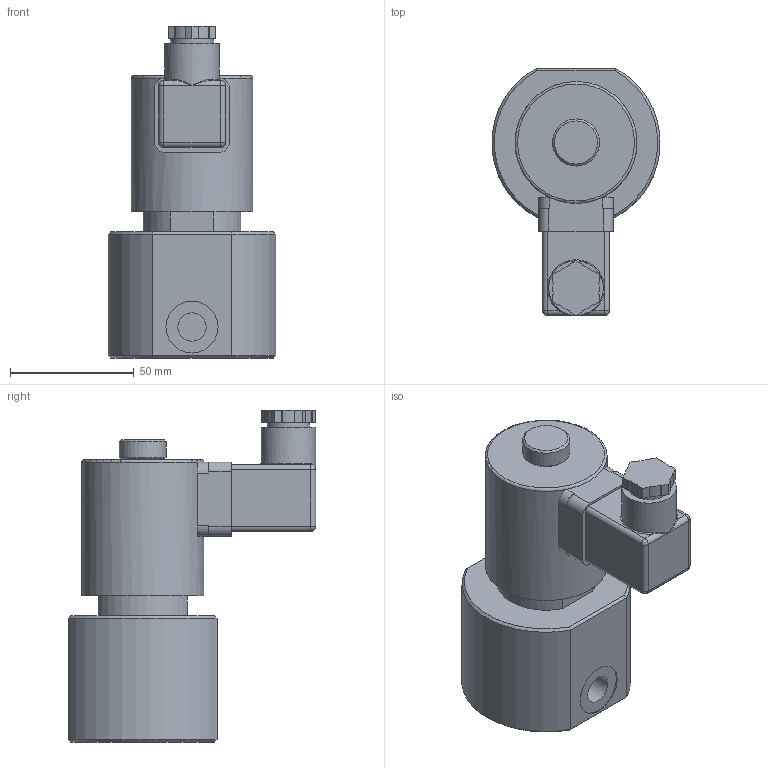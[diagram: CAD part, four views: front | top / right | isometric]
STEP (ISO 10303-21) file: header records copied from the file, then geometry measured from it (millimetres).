
FILE_DESCRIPTION(/* description */ ('2/2 direktgest. Magnetventil'),/* implementation_level */ '2;1');
FILE_NAME(/* name */ '055.000059_A5540-1004-.802.stp',/* time_stamp */ '2023-10-09T07:44:36+02:00',/* author */ ('CBeuthner'),/* organization */ (''),/* preprocessor_version */ 'ST-DEVELOPER v16.1',/* originating_system */ 'Autodesk Inventor 2016',/* authorisation */ '');
FILE_SCHEMA (('CONFIG_CONTROL_DESIGN'));
Length unit declared in the file: millimetre
Products named in the file (1): 88-006102
Bounding box: 67.77 x 99.8 x 134 mm (x, y, z)
Volume: 332853.7 mm3; surface area: 36998.4 mm2
Topology: 1 solids, 1 shells, 115 faces, 283 edges, 174 vertices
Faces by surface type: plane 62, cylinder 37, cone 8, sphere 4, torus 2, bspline 2
Full cylindrical faces by diameter (mm): 4.917 x2, 11.445 x2, 17 x1, 19 x1, 21 x2, 22 x1, 49.2 x1
Entity records: 3340 total; most frequent: CARTESIAN_POINT 702, DIRECTION 554, ORIENTED_EDGE 512, EDGE_CURVE 256, AXIS2_PLACEMENT_3D 200, VERTEX_POINT 168, LINE 154, VECTOR 154
